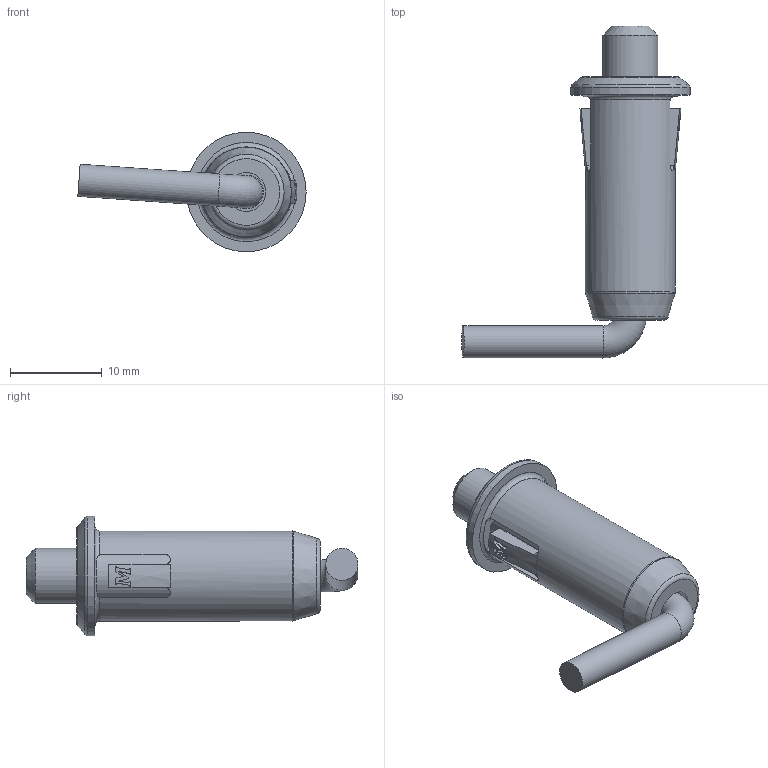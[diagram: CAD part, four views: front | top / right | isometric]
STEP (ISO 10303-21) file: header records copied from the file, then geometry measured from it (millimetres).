
FILE_DESCRIPTION(('STEP AP214'),'1');
FILE_NAME('389.step','2013-10-21T14:03:01',(' '),(' '),'Spatial InterOp 3D',' ',' ');
FILE_SCHEMA(('automotive_design'));
Length unit declared in the file: millimetre
Products named in the file (3): g_vde; u_ par_a; pim
Bounding box: 24.83 x 36.1 x 13 mm (x, y, z)
Volume: 2006.7 mm3; surface area: 2496.7 mm2
Topology: 3 solids, 3 shells, 75 faces, 188 edges, 120 vertices
Faces by surface type: plane 29, cylinder 24, extrusion 8, cone 7, torus 7
Full cylindrical faces by diameter (mm): 3.5 x4, 3.7 x1, 4.2 x1, 6 x1, 6.3 x1, 9.8 x1, 13 x1
Entity records: 3544 total; most frequent: CARTESIAN_POINT 1317, DIRECTION 310, ORIENTED_EDGE 310, EDGE_CURVE 155, AXIS2_PLACEMENT_3D 119, VERTEX_POINT 112, EDGE_LOOP 102, FACE_OUTER_BOUND 90
